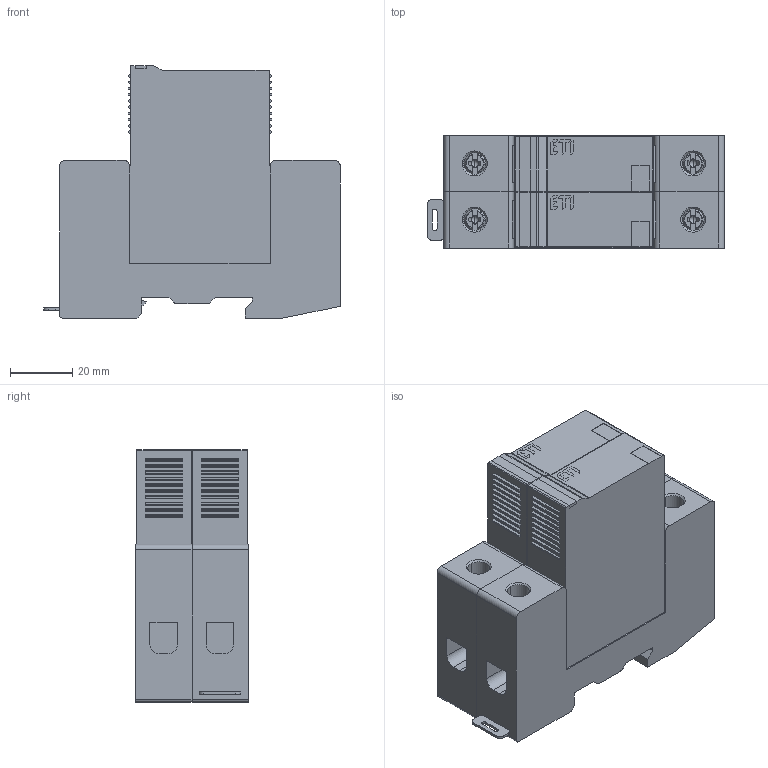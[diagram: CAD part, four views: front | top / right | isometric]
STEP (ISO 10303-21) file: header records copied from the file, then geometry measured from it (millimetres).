
FILE_DESCRIPTION((''),'2;1');
FILE_NAME('ASM0026_ASM','2021-02-01T',('marketing.praksa'),('Audax d.o.o.'),'CREO PARAMETRIC BY PTC INC, 2017480','CREO PARAMETRIC BY PTC INC, 2017480','');
FILE_SCHEMA(('AUTOMOTIVE_DESIGN { 1 0 10303 214 1 1 1 1 }'));
Products named in the file (40): ETITEC_V_T12_28012_5_2_0_1_1_32; 2_0_ORIGINAL_ASM_1_1_ASM_1_1_10_ASM; PRT0014_1_1_1_1_2_3; PRT0015_1_1_1_1_2_3; ASM0017_ASM_1_1_ASM_1_1_2_3_ASM; ASM0018_ASM_1_1_2_3_ASM; ETITEC_V_T12_28012_5_2_0_1_1_33; 2_0_ORIGINAL_ASM_1_1_ASM_1_1_11_ASM; PRT0011_1_1_2_3_4_1_1_1_2_3; PRT0011_1_1_2_3_4_2_1_1_2_3; PRT0011_1_1_2_3_4_3_1_1_2_3; PRT0011_1_1_2_3_4_ASM_1_1_2_3_ASM; PRT0014_1_1_2_1_1_2_3; PRT0015_1_1_2_1_1_2_3; ASM0017_ASM_1_1_2_ASM_1_1_2_3_ASM; ASM0019_ASM_1_1_2_3_ASM; ETITEC_V_T12_28012_5_2_0_1_1_34; 2_0_ORIGINAL_ASM_1_ASM_1_ASM_11_ASM; 2_0_ONLY_ONE_POLE_ASM_1_ASM__11_ASM; PRT0010_1_1_1_2_3_4; TMP_DWG_65_1_1_1_2_1_2_3_1_2_11; TMP_DWG_65_1_2_1_2_1_2_3_1_2_11; TMP_DWG_65_1_3_1_2_1_2_3_1_2_11; ASM0011_1_2_ASM_1_ASM_1_1_2_3_ASM; ASM0016_ASM_1_ASM_1_1_2_3_ASM; 2_0_TEST_MODUL_ASM_1_ASM_1_1__3_ASM; 2_0_MODULE_ASM_1_1_2_3_ASM; ETITEC_V_T12_28012_5_2_0_1_1_35; 2_0_ORIGINAL_ASM_1_ASM_1_ASM_12_ASM; 2_0_ONLY_ONE_POLE_ASM_1_ASM__12_ASM; PRT0010_1_1_1_1_2_3_4; TMP_DWG_65_1_1_1_2_1_2_3_1_2_12; TMP_DWG_65_1_2_1_2_1_2_3_1_2_12; TMP_DWG_65_1_3_1_2_1_2_3_1_2_12; ASM0011_1_2_ASM_1_1_ASM_1_1_2_3_ASM; ASM0016_ASM_1_1_ASM_1_1_2_3_ASM; 2_0_TEST_MODUL_ASM_1_1_ASM_1__3_ASM; ASM0020_ASM_1_1_2_3_ASM; ASM0014_ASM_1_1_2_3_ASM; ASM0026_ASM
Assembly tree (39 placements, depth 7):
  ASM0026_ASM
    ASM0014_ASM_1_1_2_3_ASM
      ASM0018_ASM_1_1_2_3_ASM
        ASM0017_ASM_1_1_ASM_1_1_2_3_ASM
          2_0_ORIGINAL_ASM_1_1_ASM_1_1_10_ASM
            ETITEC_V_T12_28012_5_2_0_1_1_32
          PRT0014_1_1_1_1_2_3
          PRT0015_1_1_1_1_2_3
      ASM0019_ASM_1_1_2_3_ASM
        ASM0017_ASM_1_1_2_ASM_1_1_2_3_ASM
          2_0_ORIGINAL_ASM_1_1_ASM_1_1_11_ASM
            ETITEC_V_T12_28012_5_2_0_1_1_33
          PRT0011_1_1_2_3_4_ASM_1_1_2_3_ASM
            PRT0011_1_1_2_3_4_1_1_1_2_3
            PRT0011_1_1_2_3_4_2_1_1_2_3
            PRT0011_1_1_2_3_4_3_1_1_2_3
          PRT0014_1_1_2_1_1_2_3
          PRT0015_1_1_2_1_1_2_3
      2_0_MODULE_ASM_1_1_2_3_ASM
        2_0_TEST_MODUL_ASM_1_ASM_1_1__3_ASM
          2_0_ONLY_ONE_POLE_ASM_1_ASM__11_ASM
            2_0_ORIGINAL_ASM_1_ASM_1_ASM_11_ASM
              ETITEC_V_T12_28012_5_2_0_1_1_34
          PRT0010_1_1_1_2_3_4
          ASM0016_ASM_1_ASM_1_1_2_3_ASM
            ASM0011_1_2_ASM_1_ASM_1_1_2_3_ASM
              TMP_DWG_65_1_1_1_2_1_2_3_1_2_11
              TMP_DWG_65_1_2_1_2_1_2_3_1_2_11
              TMP_DWG_65_1_3_1_2_1_2_3_1_2_11
      ASM0020_ASM_1_1_2_3_ASM
        2_0_TEST_MODUL_ASM_1_1_ASM_1__3_ASM
          2_0_ONLY_ONE_POLE_ASM_1_ASM__12_ASM
            2_0_ORIGINAL_ASM_1_ASM_1_ASM_12_ASM
              ETITEC_V_T12_28012_5_2_0_1_1_35
          PRT0010_1_1_1_1_2_3_4
          ASM0016_ASM_1_1_ASM_1_1_2_3_ASM
            ASM0011_1_2_ASM_1_1_ASM_1_1_2_3_ASM
              TMP_DWG_65_1_1_1_2_1_2_3_1_2_12
              TMP_DWG_65_1_2_1_2_1_2_3_1_2_12
              TMP_DWG_65_1_3_1_2_1_2_3_1_2_12
Bounding box: 95.08 x 36 x 80.9 mm (x, y, z)
Volume: 192124.5 mm3; surface area: 49002 mm2
Topology: 19 solids, 19 shells, 704 faces, 1818 edges, 1202 vertices
Faces by surface type: plane 482, cylinder 146, cone 40, bspline 16, torus 12, sphere 8
Entity records: 32628 total; most frequent: CARTESIAN_POINT 5539, DIRECTION 3706, ORIENTED_EDGE 3620, PRESENTATION_STYLE_ASSIGNMENT 2125, STYLED_ITEM 2017, CURVE_STYLE 1810, EDGE_CURVE 1810, VECTOR 1252
